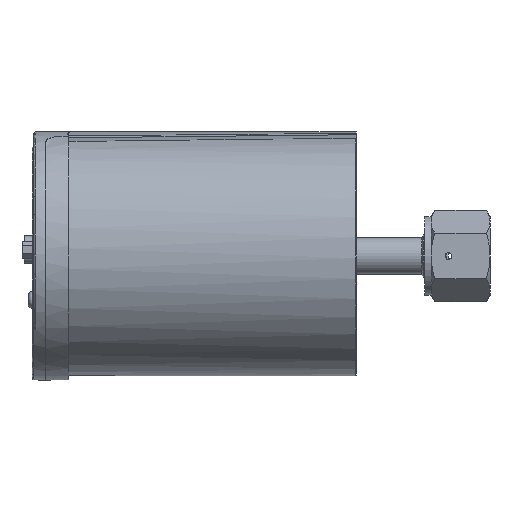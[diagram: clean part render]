
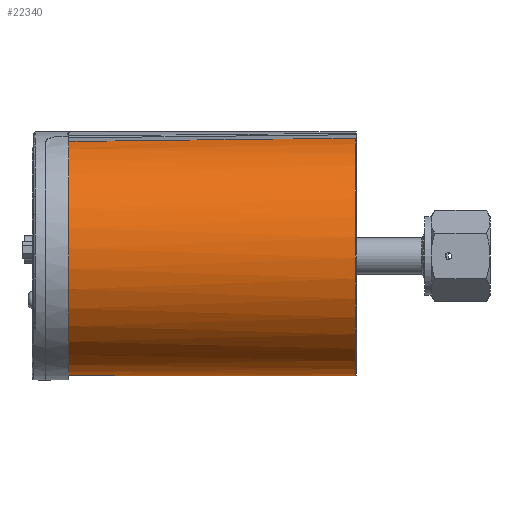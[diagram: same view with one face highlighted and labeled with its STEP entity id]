
A CAD part, left-side view. The second image highlights one B-rep face of the part: STEP entity #22340.
In plain terms, the highlighted cylindrical face has radius 41 mm (diameter 82 mm), a partial arc.
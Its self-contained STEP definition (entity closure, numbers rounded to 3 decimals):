
#127=ELLIPSE('',#24318,939.949,41.);
#128=ELLIPSE('',#24319,939.949,41.);
#6297=FACE_OUTER_BOUND('',#7662,.T.);
#7662=EDGE_LOOP('',(#19352,#19353,#19354,#19355));
#8549=CIRCLE('',#24289,41.);
#8564=CIRCLE('',#24320,41.);
#10512=VERTEX_POINT('',#37852);
#10513=VERTEX_POINT('',#37853);
#10515=VERTEX_POINT('',#37884);
#10516=VERTEX_POINT('',#37886);
#13480=EDGE_CURVE('',#10512,#10513,#8549,.T.);
#13495=EDGE_CURVE('',#10515,#10513,#127,.T.);
#13496=EDGE_CURVE('',#10512,#10516,#128,.T.);
#13497=EDGE_CURVE('',#10515,#10516,#8564,.T.);
#19352=ORIENTED_EDGE('',*,*,#13495,.T.);
#19353=ORIENTED_EDGE('',*,*,#13480,.F.);
#19354=ORIENTED_EDGE('',*,*,#13496,.T.);
#19355=ORIENTED_EDGE('',*,*,#13497,.F.);
#20030=CYLINDRICAL_SURFACE('',#24317,41.);
#22340=ADVANCED_FACE('',(#6297),#20030,.T.);
#24289=AXIS2_PLACEMENT_3D('',#37854,#30075,#30076);
#24317=AXIS2_PLACEMENT_3D('',#37883,#30131,#30132);
#24318=AXIS2_PLACEMENT_3D('',#37885,#30133,#30134);
#24319=AXIS2_PLACEMENT_3D('',#37887,#30135,#30136);
#24320=AXIS2_PLACEMENT_3D('',#37888,#30137,#30138);
#30075=DIRECTION('center_axis',(0.,-1.,0.));
#30076=DIRECTION('ref_axis',(-1.,0.,0.));
#30131=DIRECTION('center_axis',(0.,-1.,0.));
#30132=DIRECTION('ref_axis',(-1.,0.,0.));
#30133=DIRECTION('center_axis',(0.979,-0.044,-0.197));
#30134=DIRECTION('ref_axis',(-0.043,-0.999,0.009));
#30135=DIRECTION('center_axis',(-0.979,-0.044,
-0.197));
#30136=DIRECTION('ref_axis',(-0.043,0.999,-0.009));
#30137=DIRECTION('center_axis',(0.,1.,0.));
#30138=DIRECTION('ref_axis',(-1.,0.,0.));
#37852=CARTESIAN_POINT('',(-8.116,-68.6,40.189));
#37853=CARTESIAN_POINT('',(8.116,-68.6,40.189));
#37854=CARTESIAN_POINT('Origin',(0.,-68.6,
0.));
#37883=CARTESIAN_POINT('Origin',(0.,39.1,0.));
#37884=CARTESIAN_POINT('',(12.26,29.25,39.124));
#37885=CARTESIAN_POINT('Origin',(0.,-68.9,
0.));
#37886=CARTESIAN_POINT('',(-12.26,29.25,39.124));
#37887=CARTESIAN_POINT('Origin',(0.,-68.9,
0.));
#37888=CARTESIAN_POINT('Origin',(0.,29.25,
0.));
